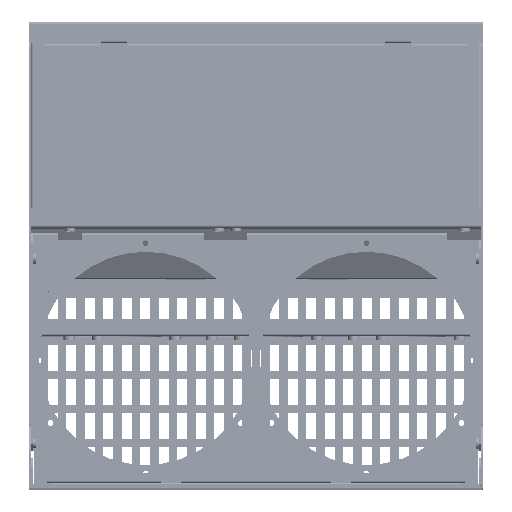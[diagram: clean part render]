
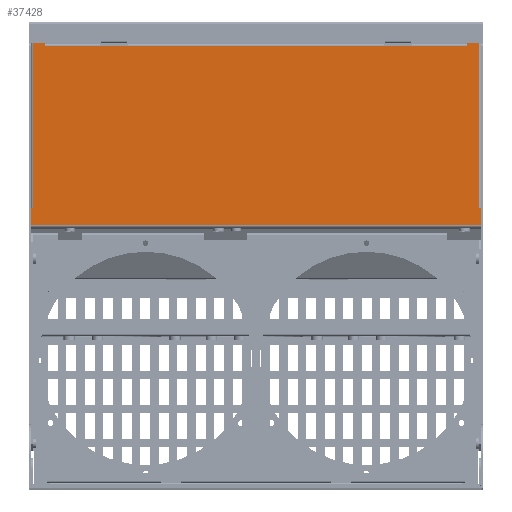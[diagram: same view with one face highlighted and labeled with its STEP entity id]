
A CAD part, top view. The second image highlights one B-rep face of the part: STEP entity #37428.
In plain terms, the highlighted planar face has unit normal (0, 0, 1).
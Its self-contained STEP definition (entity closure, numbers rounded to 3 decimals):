
#30823=DIRECTION('',(1.,0.,0.));
#30824=VECTOR('',#30823,179.6);
#30825=CARTESIAN_POINT('',(-89.8,162.3,330.));
#30826=LINE('',#30825,#30824);
#30850=DIRECTION('',(1.,0.,0.));
#30851=VECTOR('',#30850,38.7);
#30852=CARTESIAN_POINT('',(109.8,162.3,330.));
#30853=LINE('',#30852,#30851);
#30859=DIRECTION('',(1.,0.,0.));
#30860=VECTOR('',#30859,38.7);
#30861=CARTESIAN_POINT('',(-148.5,162.3,330.));
#30862=LINE('',#30861,#30860);
#30880=DIRECTION('',(0.,-1.,0.));
#30881=VECTOR('',#30880,0.3);
#30882=CARTESIAN_POINT('',(89.8,162.3,330.));
#30883=LINE('',#30882,#30881);
#30884=DIRECTION('',(1.,0.,0.));
#30885=VECTOR('',#30884,20.);
#30886=CARTESIAN_POINT('',(89.8,162.,330.));
#30887=LINE('',#30886,#30885);
#30888=DIRECTION('',(0.,-1.,0.));
#30889=VECTOR('',#30888,0.3);
#30890=CARTESIAN_POINT('',(109.8,162.3,330.));
#30891=LINE('',#30890,#30889);
#30892=DIRECTION('',(0.,1.,0.));
#30893=VECTOR('',#30892,1.7);
#30894=CARTESIAN_POINT('',(148.5,162.3,330.));
#30895=LINE('',#30894,#30893);
#30896=DIRECTION('',(-1.,0.,0.));
#30897=VECTOR('',#30896,8.3);
#30898=CARTESIAN_POINT('',(156.8,164.,330.));
#30899=LINE('',#30898,#30897);
#30900=DIRECTION('',(1.,0.,0.));
#30901=VECTOR('',#30900,1.7);
#30902=CARTESIAN_POINT('',(156.8,47.939,330.));
#30903=LINE('',#30902,#30901);
#30904=DIRECTION('',(0.,1.,0.));
#30905=VECTOR('',#30904,12.);
#30906=CARTESIAN_POINT('',(158.5,35.939,330.));
#30907=LINE('',#30906,#30905);
#30908=DIRECTION('',(0.,-1.,0.));
#30909=VECTOR('',#30908,12.);
#30910=CARTESIAN_POINT('',(-158.5,47.939,330.));
#30911=LINE('',#30910,#30909);
#30912=DIRECTION('',(-1.,0.,0.));
#30913=VECTOR('',#30912,1.7);
#30914=CARTESIAN_POINT('',(-156.8,47.939,330.));
#30915=LINE('',#30914,#30913);
#30916=DIRECTION('',(-1.,0.,0.));
#30917=VECTOR('',#30916,8.3);
#30918=CARTESIAN_POINT('',(-148.5,164.,330.));
#30919=LINE('',#30918,#30917);
#30920=DIRECTION('',(0.,1.,0.));
#30921=VECTOR('',#30920,1.7);
#30922=CARTESIAN_POINT('',(-148.5,162.3,330.));
#30923=LINE('',#30922,#30921);
#30924=DIRECTION('',(0.,-1.,0.));
#30925=VECTOR('',#30924,0.3);
#30926=CARTESIAN_POINT('',(-109.8,162.3,330.));
#30927=LINE('',#30926,#30925);
#30928=DIRECTION('',(1.,0.,0.));
#30929=VECTOR('',#30928,20.);
#30930=CARTESIAN_POINT('',(-109.8,162.,330.));
#30931=LINE('',#30930,#30929);
#30932=DIRECTION('',(0.,-1.,0.));
#30933=VECTOR('',#30932,0.3);
#30934=CARTESIAN_POINT('',(-89.8,162.3,330.));
#30935=LINE('',#30934,#30933);
#30961=DIRECTION('',(0.,-1.,0.));
#30962=VECTOR('',#30961,116.061);
#30963=CARTESIAN_POINT('',(156.8,164.,330.));
#30964=LINE('',#30963,#30962);
#31080=DIRECTION('',(1.,0.,0.));
#31081=VECTOR('',#31080,317.);
#31082=CARTESIAN_POINT('',(-158.5,35.939,330.));
#31083=LINE('',#31082,#31081);
#31837=DIRECTION('',(0.,1.,0.));
#31838=VECTOR('',#31837,116.061);
#31839=CARTESIAN_POINT('',(-156.8,47.939,330.));
#31840=LINE('',#31839,#31838);
#32720=CARTESIAN_POINT('',(-158.5,35.939,330.));
#32721=CARTESIAN_POINT('',(158.5,35.939,330.));
#32722=VERTEX_POINT('',#32720);
#32723=VERTEX_POINT('',#32721);
#32957=CARTESIAN_POINT('',(148.5,162.3,330.));
#32959=VERTEX_POINT('',#32957);
#32961=CARTESIAN_POINT('',(-148.5,162.3,330.));
#32963=VERTEX_POINT('',#32961);
#32974=CARTESIAN_POINT('',(148.5,164.,330.));
#32975=VERTEX_POINT('',#32974);
#32978=CARTESIAN_POINT('',(-148.5,164.,330.));
#32979=VERTEX_POINT('',#32978);
#33000=CARTESIAN_POINT('',(156.8,47.939,330.));
#33001=CARTESIAN_POINT('',(158.5,47.939,330.));
#33002=VERTEX_POINT('',#33000);
#33003=VERTEX_POINT('',#33001);
#33010=CARTESIAN_POINT('',(156.8,164.,330.));
#33011=VERTEX_POINT('',#33010);
#33024=CARTESIAN_POINT('',(-156.8,47.939,330.));
#33025=CARTESIAN_POINT('',(-158.5,47.939,330.));
#33026=VERTEX_POINT('',#33024);
#33027=VERTEX_POINT('',#33025);
#33034=CARTESIAN_POINT('',(-156.8,164.,330.));
#33035=VERTEX_POINT('',#33034);
#33568=CARTESIAN_POINT('',(89.8,162.3,330.));
#33569=CARTESIAN_POINT('',(89.8,162.,330.));
#33570=VERTEX_POINT('',#33568);
#33571=VERTEX_POINT('',#33569);
#33572=CARTESIAN_POINT('',(109.8,162.,330.));
#33573=VERTEX_POINT('',#33572);
#33574=CARTESIAN_POINT('',(109.8,162.3,330.));
#33575=VERTEX_POINT('',#33574);
#33576=CARTESIAN_POINT('',(-109.8,162.3,330.));
#33577=CARTESIAN_POINT('',(-109.8,162.,330.));
#33578=VERTEX_POINT('',#33576);
#33579=VERTEX_POINT('',#33577);
#33580=CARTESIAN_POINT('',(-89.8,162.,330.));
#33581=VERTEX_POINT('',#33580);
#33582=CARTESIAN_POINT('',(-89.8,162.3,330.));
#33583=VERTEX_POINT('',#33582);
#37387=CARTESIAN_POINT('',(158.5,34.239,330.));
#37388=DIRECTION('',(0.,0.,1.));
#37389=DIRECTION('',(1.,0.,0.));
#37390=AXIS2_PLACEMENT_3D('',#37387,#37388,#37389);
#37391=PLANE('',#37390);
#37392=ORIENTED_EDGE('',*,*,#37353,.T.);
#37393=ORIENTED_EDGE('',*,*,#37381,.T.);
#37394=ORIENTED_EDGE('',*,*,#37233,.F.);
#37395=ORIENTED_EDGE('',*,*,#37324,.T.);
#37397=ORIENTED_EDGE('',*,*,#37396,.T.);
#37399=ORIENTED_EDGE('',*,*,#37398,.F.);
#37401=ORIENTED_EDGE('',*,*,#37400,.T.);
#37403=ORIENTED_EDGE('',*,*,#37402,.T.);
#37405=ORIENTED_EDGE('',*,*,#37404,.F.);
#37407=ORIENTED_EDGE('',*,*,#37406,.F.);
#37409=ORIENTED_EDGE('',*,*,#37408,.F.);
#37411=ORIENTED_EDGE('',*,*,#37410,.F.);
#37413=ORIENTED_EDGE('',*,*,#37412,.T.);
#37415=ORIENTED_EDGE('',*,*,#37414,.F.);
#37417=ORIENTED_EDGE('',*,*,#37416,.F.);
#37418=ORIENTED_EDGE('',*,*,#37336,.T.);
#37420=ORIENTED_EDGE('',*,*,#37419,.T.);
#37422=ORIENTED_EDGE('',*,*,#37421,.T.);
#37424=ORIENTED_EDGE('',*,*,#37423,.F.);
#37425=ORIENTED_EDGE('',*,*,#37306,.T.);
#37426=EDGE_LOOP('',(#37392,#37393,#37394,#37395,#37397,#37399,#37401,#37403,
#37405,#37407,#37409,#37411,#37413,#37415,#37417,#37418,#37420,#37422,#37424,
#37425));
#37427=FACE_OUTER_BOUND('',#37426,.F.);
#37233=EDGE_CURVE('',#33575,#33573,#30891,.T.);
#37306=EDGE_CURVE('',#33583,#33570,#30826,.T.);
#37324=EDGE_CURVE('',#33575,#32959,#30853,.T.);
#37336=EDGE_CURVE('',#32963,#33578,#30862,.T.);
#37353=EDGE_CURVE('',#33570,#33571,#30883,.T.);
#37381=EDGE_CURVE('',#33571,#33573,#30887,.T.);
#37396=EDGE_CURVE('',#32959,#32975,#30895,.T.);
#37398=EDGE_CURVE('',#33011,#32975,#30899,.T.);
#37400=EDGE_CURVE('',#33011,#33002,#30964,.T.);
#37402=EDGE_CURVE('',#33002,#33003,#30903,.T.);
#37404=EDGE_CURVE('',#32723,#33003,#30907,.T.);
#37406=EDGE_CURVE('',#32722,#32723,#31083,.T.);
#37408=EDGE_CURVE('',#33027,#32722,#30911,.T.);
#37410=EDGE_CURVE('',#33026,#33027,#30915,.T.);
#37412=EDGE_CURVE('',#33026,#33035,#31840,.T.);
#37414=EDGE_CURVE('',#32979,#33035,#30919,.T.);
#37416=EDGE_CURVE('',#32963,#32979,#30923,.T.);
#37419=EDGE_CURVE('',#33578,#33579,#30927,.T.);
#37421=EDGE_CURVE('',#33579,#33581,#30931,.T.);
#37423=EDGE_CURVE('',#33583,#33581,#30935,.T.);
#37428=ADVANCED_FACE('',(#37427),#37391,.T.);
